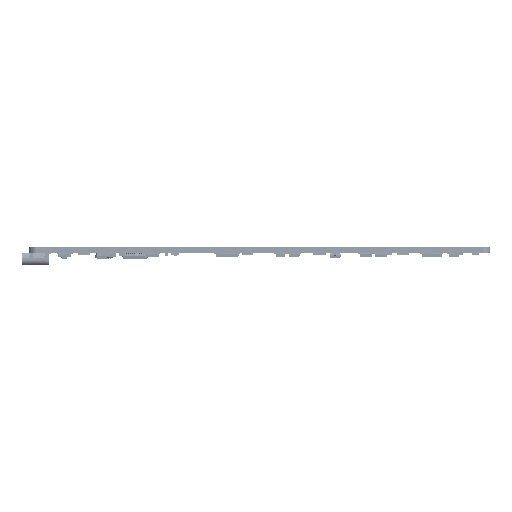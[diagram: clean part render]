
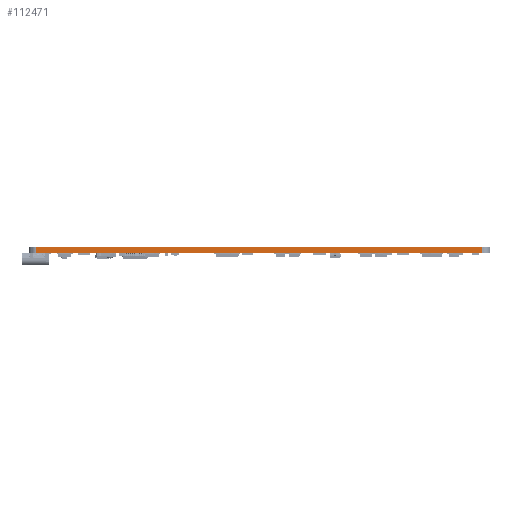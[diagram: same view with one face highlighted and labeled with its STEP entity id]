
A CAD part, left-side view. The second image highlights one B-rep face of the part: STEP entity #112471.
In plain terms, the highlighted planar face has unit normal (-1, 0, 0).
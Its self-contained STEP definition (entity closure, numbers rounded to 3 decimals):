
#112471 = ADVANCED_FACE('',(#112472),#112486,.T.);
#112472 = FACE_BOUND('',#112473,.T.);
#112473 = EDGE_LOOP('',(#112474,#112509,#112537,#112565));
#112474 = ORIENTED_EDGE('',*,*,#112475,.T.);
#112475 = EDGE_CURVE('',#112476,#112478,#112480,.T.);
#112476 = VERTEX_POINT('',#112477);
#112477 = CARTESIAN_POINT('',(13.692,-179.487,0.));
#112478 = VERTEX_POINT('',#112479);
#112479 = CARTESIAN_POINT('',(13.692,-179.487,1.6));
#112480 = SURFACE_CURVE('',#112481,(#112485,#112497),.PCURVE_S1.);
#112481 = LINE('',#112482,#112483);
#112482 = CARTESIAN_POINT('',(13.692,-179.487,0.));
#112483 = VECTOR('',#112484,1.);
#112484 = DIRECTION('',(0.,0.,1.));
#112485 = PCURVE('',#112486,#112491);
#112486 = PLANE('',#112487);
#112487 = AXIS2_PLACEMENT_3D('',#112488,#112489,#112490);
#112488 = CARTESIAN_POINT('',(13.692,-179.487,0.));
#112489 = DIRECTION('',(-1.,0.,0.));
#112490 = DIRECTION('',(0.,1.,0.));
#112491 = DEFINITIONAL_REPRESENTATION('',(#112492),#112496);
#112492 = LINE('',#112493,#112494);
#112493 = CARTESIAN_POINT('',(0.,0.));
#112494 = VECTOR('',#112495,1.);
#112495 = DIRECTION('',(0.,-1.));
#112496 = ( GEOMETRIC_REPRESENTATION_CONTEXT(2) 
PARAMETRIC_REPRESENTATION_CONTEXT() REPRESENTATION_CONTEXT('2D SPACE',''
  ) );
#112497 = PCURVE('',#112498,#112503);
#112498 = CYLINDRICAL_SURFACE('',#112499,2.084);
#112499 = AXIS2_PLACEMENT_3D('',#112500,#112501,#112502);
#112500 = CARTESIAN_POINT('',(15.776,-179.487,0.));
#112501 = DIRECTION('',(-0.,-0.,-1.));
#112502 = DIRECTION('',(1.,0.,-0.));
#112503 = DEFINITIONAL_REPRESENTATION('',(#112504),#112508);
#112504 = LINE('',#112505,#112506);
#112505 = CARTESIAN_POINT('',(-3.142,0.));
#112506 = VECTOR('',#112507,1.);
#112507 = DIRECTION('',(-0.,-1.));
#112508 = ( GEOMETRIC_REPRESENTATION_CONTEXT(2) 
PARAMETRIC_REPRESENTATION_CONTEXT() REPRESENTATION_CONTEXT('2D SPACE',''
  ) );
#112509 = ORIENTED_EDGE('',*,*,#112510,.T.);
#112510 = EDGE_CURVE('',#112478,#112511,#112513,.T.);
#112511 = VERTEX_POINT('',#112512);
#112512 = CARTESIAN_POINT('',(13.692,-59.829,1.6));
#112513 = SURFACE_CURVE('',#112514,(#112518,#112525),.PCURVE_S1.);
#112514 = LINE('',#112515,#112516);
#112515 = CARTESIAN_POINT('',(13.692,-179.487,1.6));
#112516 = VECTOR('',#112517,1.);
#112517 = DIRECTION('',(0.,1.,0.));
#112518 = PCURVE('',#112486,#112519);
#112519 = DEFINITIONAL_REPRESENTATION('',(#112520),#112524);
#112520 = LINE('',#112521,#112522);
#112521 = CARTESIAN_POINT('',(0.,-1.6));
#112522 = VECTOR('',#112523,1.);
#112523 = DIRECTION('',(1.,0.));
#112524 = ( GEOMETRIC_REPRESENTATION_CONTEXT(2) 
PARAMETRIC_REPRESENTATION_CONTEXT() REPRESENTATION_CONTEXT('2D SPACE',''
  ) );
#112525 = PCURVE('',#112526,#112531);
#112526 = PLANE('',#112527);
#112527 = AXIS2_PLACEMENT_3D('',#112528,#112529,#112530);
#112528 = CARTESIAN_POINT('',(199.43,-119.658,1.6));
#112529 = DIRECTION('',(-0.,-0.,-1.));
#112530 = DIRECTION('',(-1.,0.,0.));
#112531 = DEFINITIONAL_REPRESENTATION('',(#112532),#112536);
#112532 = LINE('',#112533,#112534);
#112533 = CARTESIAN_POINT('',(185.737,-59.829));
#112534 = VECTOR('',#112535,1.);
#112535 = DIRECTION('',(0.,1.));
#112536 = ( GEOMETRIC_REPRESENTATION_CONTEXT(2) 
PARAMETRIC_REPRESENTATION_CONTEXT() REPRESENTATION_CONTEXT('2D SPACE',''
  ) );
#112537 = ORIENTED_EDGE('',*,*,#112538,.F.);
#112538 = EDGE_CURVE('',#112539,#112511,#112541,.T.);
#112539 = VERTEX_POINT('',#112540);
#112540 = CARTESIAN_POINT('',(13.692,-59.829,0.));
#112541 = SURFACE_CURVE('',#112542,(#112546,#112553),.PCURVE_S1.);
#112542 = LINE('',#112543,#112544);
#112543 = CARTESIAN_POINT('',(13.692,-59.829,0.));
#112544 = VECTOR('',#112545,1.);
#112545 = DIRECTION('',(0.,0.,1.));
#112546 = PCURVE('',#112486,#112547);
#112547 = DEFINITIONAL_REPRESENTATION('',(#112548),#112552);
#112548 = LINE('',#112549,#112550);
#112549 = CARTESIAN_POINT('',(119.658,0.));
#112550 = VECTOR('',#112551,1.);
#112551 = DIRECTION('',(0.,-1.));
#112552 = ( GEOMETRIC_REPRESENTATION_CONTEXT(2) 
PARAMETRIC_REPRESENTATION_CONTEXT() REPRESENTATION_CONTEXT('2D SPACE',''
  ) );
#112553 = PCURVE('',#112554,#112559);
#112554 = CYLINDRICAL_SURFACE('',#112555,2.084);
#112555 = AXIS2_PLACEMENT_3D('',#112556,#112557,#112558);
#112556 = CARTESIAN_POINT('',(15.776,-59.829,0.));
#112557 = DIRECTION('',(-0.,-0.,-1.));
#112558 = DIRECTION('',(1.,0.,-0.));
#112559 = DEFINITIONAL_REPRESENTATION('',(#112560),#112564);
#112560 = LINE('',#112561,#112562);
#112561 = CARTESIAN_POINT('',(-3.142,0.));
#112562 = VECTOR('',#112563,1.);
#112563 = DIRECTION('',(-0.,-1.));
#112564 = ( GEOMETRIC_REPRESENTATION_CONTEXT(2) 
PARAMETRIC_REPRESENTATION_CONTEXT() REPRESENTATION_CONTEXT('2D SPACE',''
  ) );
#112565 = ORIENTED_EDGE('',*,*,#112566,.F.);
#112566 = EDGE_CURVE('',#112476,#112539,#112567,.T.);
#112567 = SURFACE_CURVE('',#112568,(#112572,#112579),.PCURVE_S1.);
#112568 = LINE('',#112569,#112570);
#112569 = CARTESIAN_POINT('',(13.692,-179.487,0.));
#112570 = VECTOR('',#112571,1.);
#112571 = DIRECTION('',(0.,1.,0.));
#112572 = PCURVE('',#112486,#112573);
#112573 = DEFINITIONAL_REPRESENTATION('',(#112574),#112578);
#112574 = LINE('',#112575,#112576);
#112575 = CARTESIAN_POINT('',(0.,0.));
#112576 = VECTOR('',#112577,1.);
#112577 = DIRECTION('',(1.,0.));
#112578 = ( GEOMETRIC_REPRESENTATION_CONTEXT(2) 
PARAMETRIC_REPRESENTATION_CONTEXT() REPRESENTATION_CONTEXT('2D SPACE',''
  ) );
#112579 = PCURVE('',#112580,#112585);
#112580 = PLANE('',#112581);
#112581 = AXIS2_PLACEMENT_3D('',#112582,#112583,#112584);
#112582 = CARTESIAN_POINT('',(199.43,-119.658,0.));
#112583 = DIRECTION('',(-0.,-0.,-1.));
#112584 = DIRECTION('',(-1.,0.,0.));
#112585 = DEFINITIONAL_REPRESENTATION('',(#112586),#112590);
#112586 = LINE('',#112587,#112588);
#112587 = CARTESIAN_POINT('',(185.737,-59.829));
#112588 = VECTOR('',#112589,1.);
#112589 = DIRECTION('',(0.,1.));
#112590 = ( GEOMETRIC_REPRESENTATION_CONTEXT(2) 
PARAMETRIC_REPRESENTATION_CONTEXT() REPRESENTATION_CONTEXT('2D SPACE',''
  ) );
